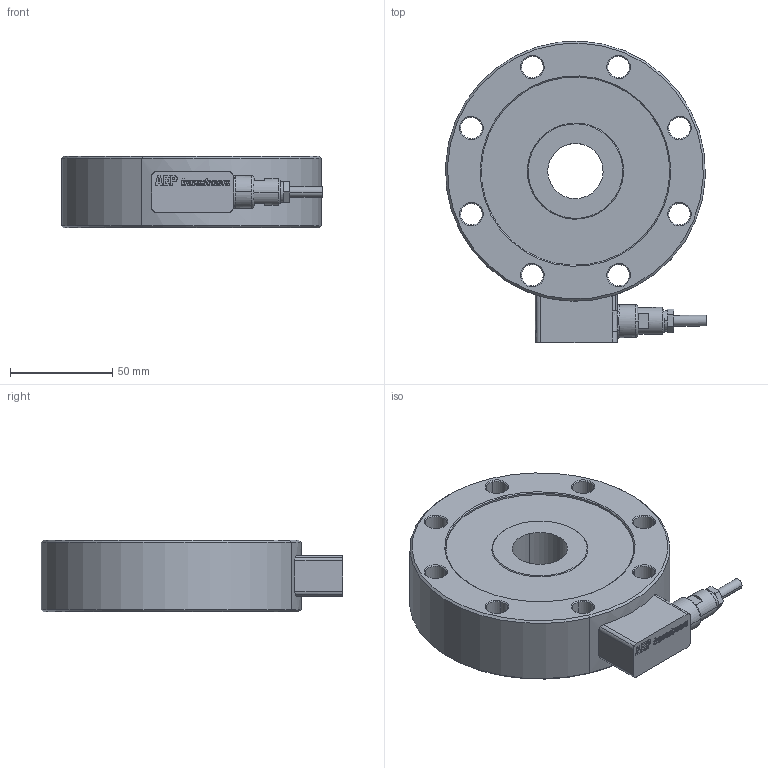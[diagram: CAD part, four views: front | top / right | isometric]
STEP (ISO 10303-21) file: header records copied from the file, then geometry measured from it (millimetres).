
FILE_DESCRIPTION(('STEP AP214'),'1');
FILE_NAME('TC4 Ø127.stp','2015-05-19T13:07:50',(' '),(' '),'Spatial InterOp 3D',' ',' ');
FILE_SCHEMA(('automotive_design'));
Length unit declared in the file: metre
Products named in the file (1): Box
Bounding box: 127.41 x 147.26 x 35 mm (x, y, z)
Volume: 403734.1 mm3; surface area: 52880 mm2
Topology: 1 solids, 1 shells, 302 faces, 755 edges, 484 vertices
Faces by surface type: plane 158, cone 46, cylinder 44, extrusion 44, torus 6, bspline 4
Entity records: 12336 total; most frequent: CARTESIAN_POINT 2722, ORIENTED_EDGE 1510, DIRECTION 1367, EDGE_CURVE 755, VECTOR 537, LINE 493, VERTEX_POINT 484, AXIS2_PLACEMENT_3D 415
